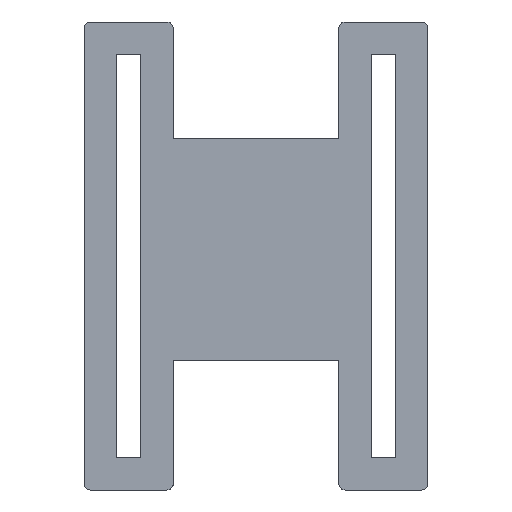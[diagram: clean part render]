
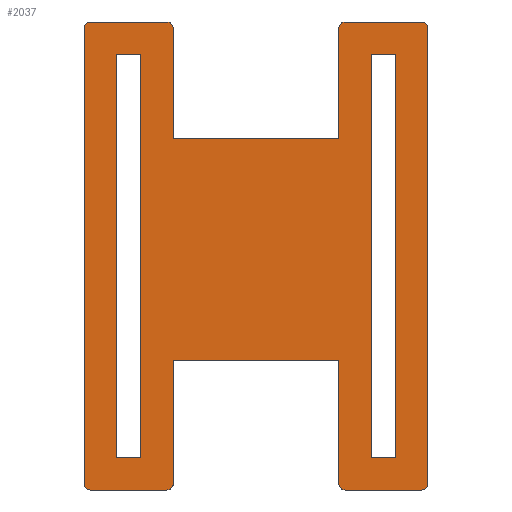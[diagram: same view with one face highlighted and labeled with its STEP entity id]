
A CAD part, front view. The second image highlights one B-rep face of the part: STEP entity #2037.
In plain terms, the highlighted planar face has unit normal (0, -1, 0).
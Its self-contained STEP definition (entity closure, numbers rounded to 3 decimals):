
#373=DIRECTION('',(0.,0.,1.));
#374=VECTOR('',#373,50.);
#375=CARTESIAN_POINT('',(14.3,-1.5,-25.));
#376=LINE('',#375,#374);
#429=DIRECTION('',(0.,0.,-1.));
#430=VECTOR('',#429,50.);
#431=CARTESIAN_POINT('',(-14.3,-1.5,25.));
#432=LINE('',#431,#430);
#513=DIRECTION('',(-1.,0.,0.));
#514=VECTOR('',#513,3.);
#515=CARTESIAN_POINT('',(-14.3,-1.5,25.));
#516=LINE('',#515,#514);
#517=DIRECTION('',(0.,0.,-1.));
#518=VECTOR('',#517,50.);
#519=CARTESIAN_POINT('',(-17.3,-1.5,25.));
#520=LINE('',#519,#518);
#521=DIRECTION('',(1.,0.,0.));
#522=VECTOR('',#521,3.);
#523=CARTESIAN_POINT('',(-17.3,-1.5,-25.));
#524=LINE('',#523,#522);
#525=DIRECTION('',(-1.,0.,0.));
#526=VECTOR('',#525,3.);
#527=CARTESIAN_POINT('',(17.3,-1.5,-25.));
#528=LINE('',#527,#526);
#529=DIRECTION('',(0.,0.,-1.));
#530=VECTOR('',#529,50.);
#531=CARTESIAN_POINT('',(17.3,-1.5,25.));
#532=LINE('',#531,#530);
#533=DIRECTION('',(1.,0.,0.));
#534=VECTOR('',#533,3.);
#535=CARTESIAN_POINT('',(14.3,-1.5,25.));
#536=LINE('',#535,#534);
#537=CARTESIAN_POINT('',(-11.05,-1.5,28.2));
#538=DIRECTION('',(0.,-1.,0.));
#539=DIRECTION('',(1.,0.,0.));
#540=AXIS2_PLACEMENT_3D('',#537,#538,#539);
#542=DIRECTION('',(0.,0.,-1.));
#543=VECTOR('',#542,13.7);
#544=CARTESIAN_POINT('',(-10.25,-1.5,28.2));
#545=LINE('',#544,#543);
#546=DIRECTION('',(1.,0.,0.));
#547=VECTOR('',#546,20.5);
#548=CARTESIAN_POINT('',(-10.25,-1.5,14.5));
#549=LINE('',#548,#547);
#550=DIRECTION('',(0.,0.,-1.));
#551=VECTOR('',#550,13.7);
#552=CARTESIAN_POINT('',(10.25,-1.5,28.2));
#553=LINE('',#552,#551);
#554=CARTESIAN_POINT('',(11.05,-1.5,28.2));
#555=DIRECTION('',(0.,-1.,0.));
#556=DIRECTION('',(0.,0.,1.));
#557=AXIS2_PLACEMENT_3D('',#554,#555,#556);
#559=DIRECTION('',(-1.,0.,0.));
#560=VECTOR('',#559,9.45);
#561=CARTESIAN_POINT('',(20.5,-1.5,29.));
#562=LINE('',#561,#560);
#563=CARTESIAN_POINT('',(20.5,-1.5,28.2));
#564=DIRECTION('',(0.,-1.,0.));
#565=DIRECTION('',(1.,0.,0.));
#566=AXIS2_PLACEMENT_3D('',#563,#564,#565);
#568=DIRECTION('',(0.,0.,1.));
#569=VECTOR('',#568,56.4);
#570=CARTESIAN_POINT('',(21.3,-1.5,-28.2));
#571=LINE('',#570,#569);
#572=CARTESIAN_POINT('',(20.5,-1.5,-28.2));
#573=DIRECTION('',(0.,-1.,0.));
#574=DIRECTION('',(0.,0.,-1.));
#575=AXIS2_PLACEMENT_3D('',#572,#573,#574);
#577=DIRECTION('',(1.,0.,0.));
#578=VECTOR('',#577,9.45);
#579=CARTESIAN_POINT('',(11.05,-1.5,-29.));
#580=LINE('',#579,#578);
#581=CARTESIAN_POINT('',(11.05,-1.5,-28.2));
#582=DIRECTION('',(0.,-1.,0.));
#583=DIRECTION('',(-1.,0.,0.));
#584=AXIS2_PLACEMENT_3D('',#581,#582,#583);
#586=DIRECTION('',(0.,0.,-1.));
#587=VECTOR('',#586,15.25);
#588=CARTESIAN_POINT('',(10.25,-1.5,-12.95));
#589=LINE('',#588,#587);
#590=DIRECTION('',(-1.,0.,0.));
#591=VECTOR('',#590,20.5);
#592=CARTESIAN_POINT('',(10.25,-1.5,-12.95));
#593=LINE('',#592,#591);
#594=DIRECTION('',(0.,0.,-1.));
#595=VECTOR('',#594,15.25);
#596=CARTESIAN_POINT('',(-10.25,-1.5,-12.95));
#597=LINE('',#596,#595);
#598=CARTESIAN_POINT('',(-11.05,-1.5,-28.2));
#599=DIRECTION('',(0.,-1.,0.));
#600=DIRECTION('',(0.,0.,-1.));
#601=AXIS2_PLACEMENT_3D('',#598,#599,#600);
#603=DIRECTION('',(-1.,0.,0.));
#604=VECTOR('',#603,9.45);
#605=CARTESIAN_POINT('',(-11.05,-1.5,-29.));
#606=LINE('',#605,#604);
#607=CARTESIAN_POINT('',(-20.5,-1.5,-28.2));
#608=DIRECTION('',(0.,-1.,0.));
#609=DIRECTION('',(-1.,0.,0.));
#610=AXIS2_PLACEMENT_3D('',#607,#608,#609);
#612=DIRECTION('',(0.,0.,1.));
#613=VECTOR('',#612,56.4);
#614=CARTESIAN_POINT('',(-21.3,-1.5,-28.2));
#615=LINE('',#614,#613);
#616=CARTESIAN_POINT('',(-20.5,-1.5,28.2));
#617=DIRECTION('',(0.,-1.,0.));
#618=DIRECTION('',(0.,0.,1.));
#619=AXIS2_PLACEMENT_3D('',#616,#617,#618);
#621=DIRECTION('',(1.,0.,0.));
#622=VECTOR('',#621,9.45);
#623=CARTESIAN_POINT('',(-20.5,-1.5,29.));
#624=LINE('',#623,#622);
#1069=CARTESIAN_POINT('',(14.3,-1.5,25.));
#1070=CARTESIAN_POINT('',(17.3,-1.5,25.));
#1071=VERTEX_POINT('',#1069);
#1072=VERTEX_POINT('',#1070);
#1073=CARTESIAN_POINT('',(17.3,-1.5,-25.));
#1074=VERTEX_POINT('',#1073);
#1075=CARTESIAN_POINT('',(14.3,-1.5,-25.));
#1076=VERTEX_POINT('',#1075);
#1077=CARTESIAN_POINT('',(10.25,-1.5,-28.2));
#1078=CARTESIAN_POINT('',(11.05,-1.5,-29.));
#1079=VERTEX_POINT('',#1077);
#1080=VERTEX_POINT('',#1078);
#1085=CARTESIAN_POINT('',(20.5,-1.5,-29.));
#1086=CARTESIAN_POINT('',(21.3,-1.5,-28.2));
#1087=VERTEX_POINT('',#1085);
#1088=VERTEX_POINT('',#1086);
#1093=CARTESIAN_POINT('',(21.3,-1.5,28.2));
#1094=CARTESIAN_POINT('',(20.5,-1.5,29.));
#1095=VERTEX_POINT('',#1093);
#1096=VERTEX_POINT('',#1094);
#1101=CARTESIAN_POINT('',(11.05,-1.5,29.));
#1102=CARTESIAN_POINT('',(10.25,-1.5,28.2));
#1103=VERTEX_POINT('',#1101);
#1104=VERTEX_POINT('',#1102);
#1139=CARTESIAN_POINT('',(10.25,-1.5,-12.95));
#1140=VERTEX_POINT('',#1139);
#1141=CARTESIAN_POINT('',(10.25,-1.5,14.5));
#1142=VERTEX_POINT('',#1141);
#1145=CARTESIAN_POINT('',(-14.3,-1.5,25.));
#1146=CARTESIAN_POINT('',(-17.3,-1.5,25.));
#1147=VERTEX_POINT('',#1145);
#1148=VERTEX_POINT('',#1146);
#1149=CARTESIAN_POINT('',(-17.3,-1.5,-25.));
#1150=VERTEX_POINT('',#1149);
#1151=CARTESIAN_POINT('',(-14.3,-1.5,-25.));
#1152=VERTEX_POINT('',#1151);
#1153=CARTESIAN_POINT('',(-10.25,-1.5,-12.95));
#1154=VERTEX_POINT('',#1153);
#1163=CARTESIAN_POINT('',(-10.25,-1.5,28.2));
#1164=CARTESIAN_POINT('',(-11.05,-1.5,29.));
#1165=VERTEX_POINT('',#1163);
#1166=VERTEX_POINT('',#1164);
#1173=CARTESIAN_POINT('',(-20.5,-1.5,29.));
#1174=CARTESIAN_POINT('',(-21.3,-1.5,28.2));
#1175=VERTEX_POINT('',#1173);
#1176=VERTEX_POINT('',#1174);
#1183=CARTESIAN_POINT('',(-21.3,-1.5,-28.2));
#1184=CARTESIAN_POINT('',(-20.5,-1.5,-29.));
#1185=VERTEX_POINT('',#1183);
#1186=VERTEX_POINT('',#1184);
#1193=CARTESIAN_POINT('',(-11.05,-1.5,-29.));
#1194=CARTESIAN_POINT('',(-10.25,-1.5,-28.2));
#1195=VERTEX_POINT('',#1193);
#1196=VERTEX_POINT('',#1194);
#1217=CARTESIAN_POINT('',(-10.25,-1.5,14.5));
#1218=VERTEX_POINT('',#1217);
#1975=CARTESIAN_POINT('',(0.,-1.5,0.));
#1976=DIRECTION('',(0.,1.,0.));
#1977=DIRECTION('',(1.,0.,0.));
#1978=AXIS2_PLACEMENT_3D('',#1975,#1976,#1977);
#1979=PLANE('',#1978);
#1981=ORIENTED_EDGE('',*,*,#1980,.F.);
#1982=ORIENTED_EDGE('',*,*,#1968,.T.);
#1983=ORIENTED_EDGE('',*,*,#1729,.T.);
#1985=ORIENTED_EDGE('',*,*,#1984,.F.);
#1987=ORIENTED_EDGE('',*,*,#1986,.F.);
#1989=ORIENTED_EDGE('',*,*,#1988,.F.);
#1991=ORIENTED_EDGE('',*,*,#1990,.F.);
#1993=ORIENTED_EDGE('',*,*,#1992,.F.);
#1995=ORIENTED_EDGE('',*,*,#1994,.F.);
#1997=ORIENTED_EDGE('',*,*,#1996,.F.);
#1999=ORIENTED_EDGE('',*,*,#1998,.F.);
#2001=ORIENTED_EDGE('',*,*,#2000,.F.);
#2002=ORIENTED_EDGE('',*,*,#1851,.T.);
#2004=ORIENTED_EDGE('',*,*,#2003,.T.);
#2006=ORIENTED_EDGE('',*,*,#2005,.F.);
#2008=ORIENTED_EDGE('',*,*,#2007,.T.);
#2010=ORIENTED_EDGE('',*,*,#2009,.F.);
#2012=ORIENTED_EDGE('',*,*,#2011,.T.);
#2014=ORIENTED_EDGE('',*,*,#2013,.F.);
#2016=ORIENTED_EDGE('',*,*,#2015,.T.);
#2017=EDGE_LOOP('',(#1981,#1982,#1983,#1985,#1987,#1989,#1991,#1993,#1995,#1997,
#1999,#2001,#2002,#2004,#2006,#2008,#2010,#2012,#2014,#2016));
#2018=FACE_OUTER_BOUND('',#2017,.F.);
#2019=ORIENTED_EDGE('',*,*,#1811,.F.);
#2021=ORIENTED_EDGE('',*,*,#2020,.F.);
#2023=ORIENTED_EDGE('',*,*,#2022,.F.);
#2025=ORIENTED_EDGE('',*,*,#2024,.F.);
#2026=EDGE_LOOP('',(#2019,#2021,#2023,#2025));
#2027=FACE_BOUND('',#2026,.F.);
#2028=ORIENTED_EDGE('',*,*,#1888,.F.);
#2030=ORIENTED_EDGE('',*,*,#2029,.T.);
#2032=ORIENTED_EDGE('',*,*,#2031,.T.);
#2034=ORIENTED_EDGE('',*,*,#2033,.T.);
#2035=EDGE_LOOP('',(#2028,#2030,#2032,#2034));
#2036=FACE_BOUND('',#2035,.F.);
#2037=ADVANCED_FACE('',(#2018,#2027,#2036),#1979,.F.);
#541=CIRCLE('',#540,0.8);
#558=CIRCLE('',#557,0.8);
#567=CIRCLE('',#566,0.8);
#576=CIRCLE('',#575,0.8);
#585=CIRCLE('',#584,0.8);
#602=CIRCLE('',#601,0.8);
#611=CIRCLE('',#610,0.8);
#620=CIRCLE('',#619,0.8);
#1729=EDGE_CURVE('',#1218,#1142,#549,.T.);
#1811=EDGE_CURVE('',#1076,#1071,#376,.T.);
#1851=EDGE_CURVE('',#1140,#1154,#593,.T.);
#1888=EDGE_CURVE('',#1147,#1152,#432,.T.);
#1968=EDGE_CURVE('',#1165,#1218,#545,.T.);
#1980=EDGE_CURVE('',#1165,#1166,#541,.T.);
#1984=EDGE_CURVE('',#1104,#1142,#553,.T.);
#1986=EDGE_CURVE('',#1103,#1104,#558,.T.);
#1988=EDGE_CURVE('',#1096,#1103,#562,.T.);
#1990=EDGE_CURVE('',#1095,#1096,#567,.T.);
#1992=EDGE_CURVE('',#1088,#1095,#571,.T.);
#1994=EDGE_CURVE('',#1087,#1088,#576,.T.);
#1996=EDGE_CURVE('',#1080,#1087,#580,.T.);
#1998=EDGE_CURVE('',#1079,#1080,#585,.T.);
#2000=EDGE_CURVE('',#1140,#1079,#589,.T.);
#2003=EDGE_CURVE('',#1154,#1196,#597,.T.);
#2005=EDGE_CURVE('',#1195,#1196,#602,.T.);
#2007=EDGE_CURVE('',#1195,#1186,#606,.T.);
#2009=EDGE_CURVE('',#1185,#1186,#611,.T.);
#2011=EDGE_CURVE('',#1185,#1176,#615,.T.);
#2013=EDGE_CURVE('',#1175,#1176,#620,.T.);
#2015=EDGE_CURVE('',#1175,#1166,#624,.T.);
#2020=EDGE_CURVE('',#1074,#1076,#528,.T.);
#2022=EDGE_CURVE('',#1072,#1074,#532,.T.);
#2024=EDGE_CURVE('',#1071,#1072,#536,.T.);
#2029=EDGE_CURVE('',#1147,#1148,#516,.T.);
#2031=EDGE_CURVE('',#1148,#1150,#520,.T.);
#2033=EDGE_CURVE('',#1150,#1152,#524,.T.);
